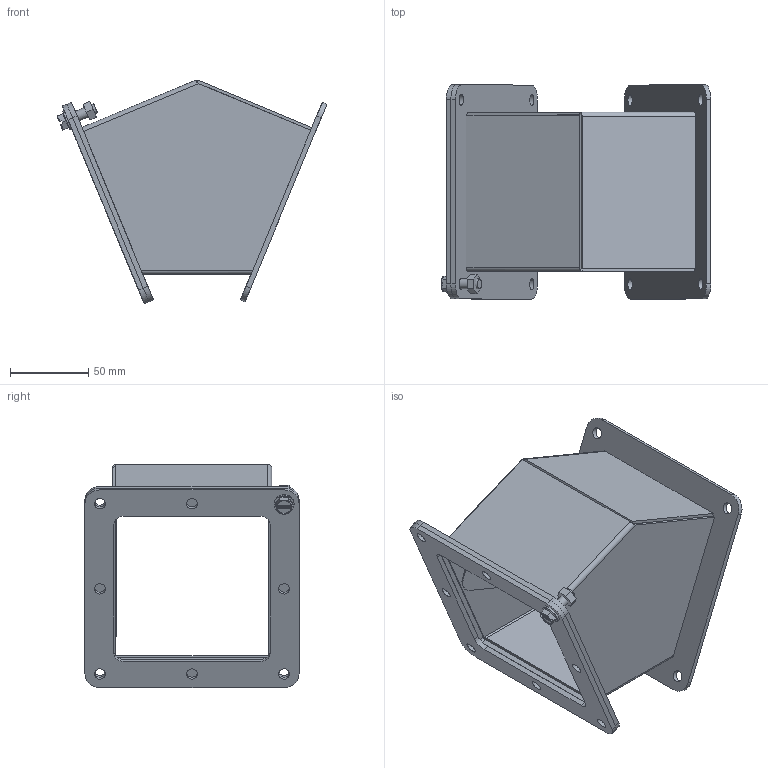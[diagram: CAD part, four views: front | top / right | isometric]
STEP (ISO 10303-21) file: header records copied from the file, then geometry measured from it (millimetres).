
FILE_DESCRIPTION (( 'STEP AP203' ), '1' );
FILE_NAME ('1487C4PSS.step', '2020-11-17T21:11:45', ( 'ADC123' ), ( 'Microsoft' ), 'SwSTEP 2.0', 'SolidWorks 2019', '' );
FILE_SCHEMA (( 'CONFIG_CONTROL_DESIGN' ));
Length unit declared in the file: inch
Products named in the file (1): 1487C4PSS
Bounding box: 172.12 x 136.53 x 142.53 mm (x, y, z)
Volume: 170590.7 mm3; surface area: 169238.6 mm2
Topology: 8 solids, 8 shells, 270 faces, 699 edges, 461 vertices
Faces by surface type: plane 165, cylinder 74, bspline 31
Full cylindrical faces by diameter (mm): 4.976 x1, 6.35 x1, 6.553 x1, 7.137 x16, 12.7 x1
Entity records: 12494 total; most frequent: CARTESIAN_POINT 6005, ORIENTED_EDGE 1350, DIRECTION 1191, EDGE_CURVE 675, VERTEX_POINT 460, LINE 447, VECTOR 447, AXIS2_PLACEMENT_3D 372
